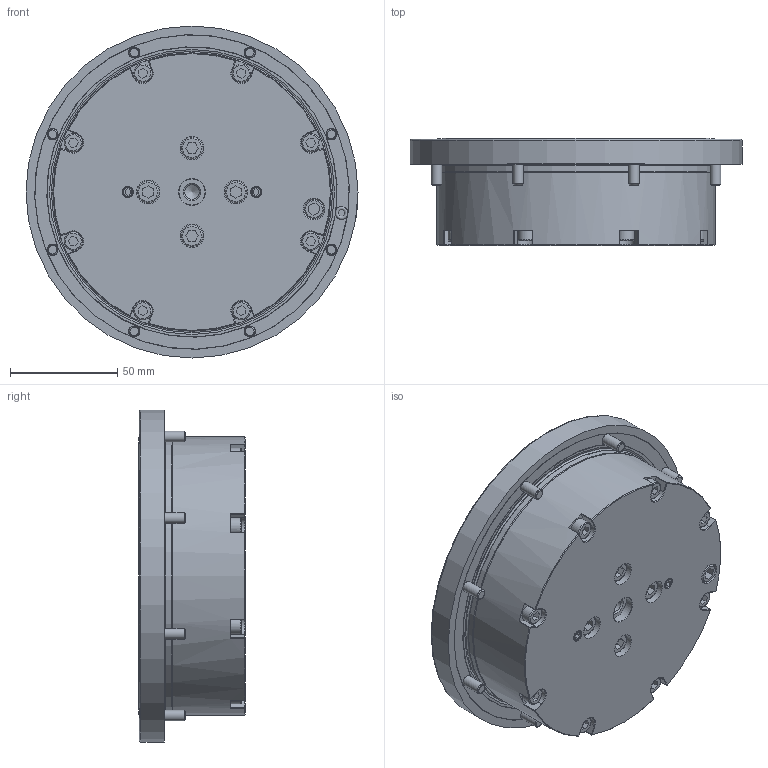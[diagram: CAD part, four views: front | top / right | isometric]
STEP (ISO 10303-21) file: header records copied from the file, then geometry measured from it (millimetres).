
FILE_DESCRIPTION (( 'STEP AP214' ), '1' );
FILE_NAME ('STARK_5000 001_B.STEP', '2022-01-20T15:12:45', ( '' ), ( '' ), 'SwSTEP 2.0', 'SolidWorks 2021', '' );
FILE_SCHEMA (( 'AUTOMOTIVE_DESIGN' ));
Length unit declared in the file: millimetre
Products named in the file (1): STARK_5000 001_B
Bounding box: 155 x 49.9 x 155 mm (x, y, z)
Volume: 699244.2 mm3; surface area: 73187.3 mm2
Topology: 1 solids, 18 shells, 598 faces, 1424 edges, 932 vertices
Faces by surface type: plane 349, cylinder 128, cone 72, torus 49
Full cylindrical faces by diameter (mm): 3 x1, 3.691 x1, 5 x16, 5.2 x16, 6 x5, 6.2 x4, 6.8 x1, 8.5 x16, 9 x8, 10 x4, 11 x4, 12.2 x1, 32 x1, 32.2 x1, 129.8 x1, 130 x1, 155 x1
Entity records: 21252 total; most frequent: CARTESIAN_POINT 3365, DIRECTION 2610, ORIENTED_EDGE 2388, EDGE_CURVE 1194, AXIS2_PLACEMENT_3D 952, VERTEX_POINT 855, EDGE_LOOP 845, FACE_OUTER_BOUND 725
